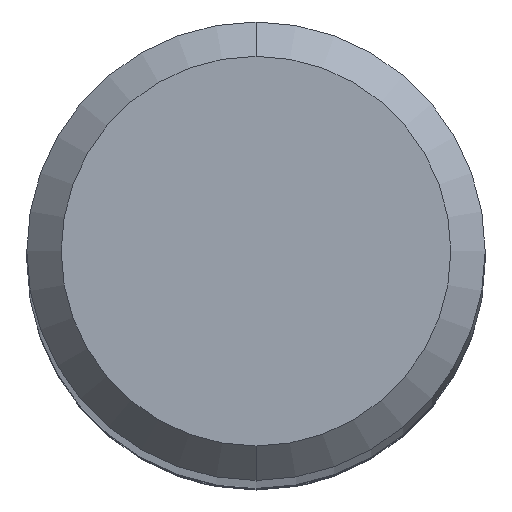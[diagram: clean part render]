
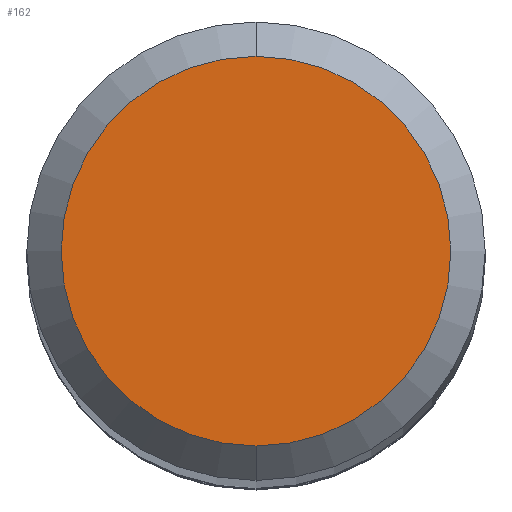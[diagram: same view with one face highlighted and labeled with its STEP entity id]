
A CAD part, top view. The second image highlights one B-rep face of the part: STEP entity #162.
In plain terms, the highlighted planar face has unit normal (0, 0, 1).
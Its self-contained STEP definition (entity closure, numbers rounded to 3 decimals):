
#124=VERTEX_POINT('',#302);
#162=ADVANCED_FACE('',(#349),#350,.T.);
#176=VERTEX_POINT('',#365);
#184=EDGE_CURVE('',#176,#124,#373,.T.);
#200=EDGE_CURVE('',#124,#176,#391,.T.);
#302=CARTESIAN_POINT('',(0.0,1.7,0.01));
#349=FACE_OUTER_BOUND('',#554,.T.);
#350=PLANE('',#555);
#365=CARTESIAN_POINT('',(0.,-1.7,0.01));
#373=CIRCLE('',#585,1.7);
#391=CIRCLE('',#609,1.7);
#554=EDGE_LOOP('',(#786,#787));
#555=AXIS2_PLACEMENT_3D('',#788,#789,#790);
#585=AXIS2_PLACEMENT_3D('',#812,#813,#814);
#609=AXIS2_PLACEMENT_3D('',#834,#835,#836);
#786=ORIENTED_EDGE('',*,*,#200,.F.);
#787=ORIENTED_EDGE('',*,*,#184,.F.);
#788=CARTESIAN_POINT('',(0.0,0.85,0.01));
#789=DIRECTION('',(-0.0,0.0,1.0));
#790=DIRECTION('',(0.0,-1.0,0.0));
#812=CARTESIAN_POINT('',(0.0,0.0,0.01));
#813=DIRECTION('',(0.0,0.0,-1.0));
#814=DIRECTION('',(0.0,1.0,0.0));
#834=CARTESIAN_POINT('',(0.0,0.0,0.01));
#835=DIRECTION('',(0.0,0.0,-1.0));
#836=DIRECTION('',(0.0,1.0,0.0));
